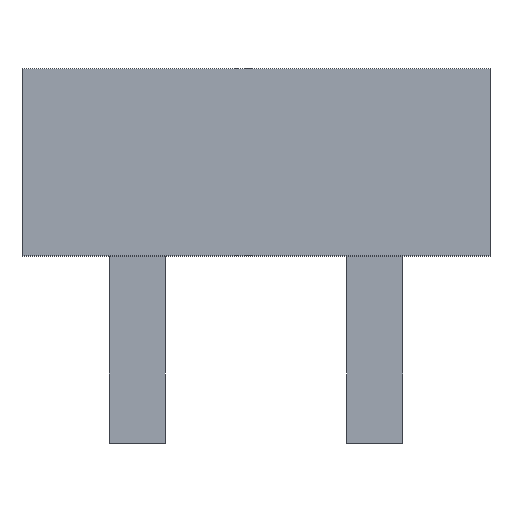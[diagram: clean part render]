
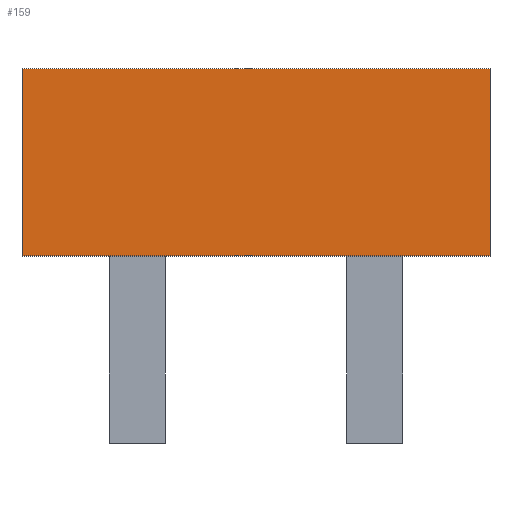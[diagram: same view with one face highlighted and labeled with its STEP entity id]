
A CAD part, front view. The second image highlights one B-rep face of the part: STEP entity #159.
In plain terms, the highlighted planar face has unit normal (0, -1, 0).
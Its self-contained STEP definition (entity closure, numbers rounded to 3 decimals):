
#23=VERTEX_POINT('',#24);
#24=CARTESIAN_POINT('',(-1.23,-16.05,2.));
#27=DIRECTION('',(0.,-1.,0.));
#28=ORIENTED_EDGE('',*,*,#29,.T.);
#29=EDGE_CURVE('',#23,#30,#32,.T.);
#30=VERTEX_POINT('',#31);
#31=CARTESIAN_POINT('',(3.77,-16.05,2.));
#32=LINE('',#24,#33);
#33=VECTOR('',#34,1.);
#34=DIRECTION('',(1.,0.,0.));
#53=VERTEX_POINT('',#54);
#54=CARTESIAN_POINT('',(-1.23,-16.05,0.));
#57=ORIENTED_EDGE('',*,*,#58,.T.);
#58=EDGE_CURVE('',#53,#23,#59,.T.);
#59=LINE('',#54,#60);
#60=VECTOR('',#61,1.);
#61=DIRECTION('',(0.,0.,1.));
#68=DIRECTION('',(-1.,0.,0.));
#73=ORIENTED_EDGE('',*,*,#74,.T.);
#74=EDGE_CURVE('',#30,#75,#77,.T.);
#75=VERTEX_POINT('',#76);
#76=CARTESIAN_POINT('',(3.77,-16.05,0.));
#77=LINE('',#31,#78);
#78=VECTOR('',#79,1.);
#79=DIRECTION('',(0.,0.,-1.));
#97=VECTOR('',#68,1.);
#158=DIRECTION('',(0.,0.,-1.));
#159=ADVANCED_FACE('',(#160),#165,.T.);
#160=FACE_BOUND('',#161,.F.);
#161=EDGE_LOOP('',(#28,#73,#162,#57));
#162=ORIENTED_EDGE('',*,*,#163,.T.);
#163=EDGE_CURVE('',#75,#53,#164,.T.);
#164=LINE('',#76,#97);
#165=PLANE('',#166);
#166=AXIS2_PLACEMENT_3D('',#24,#27,#158);
